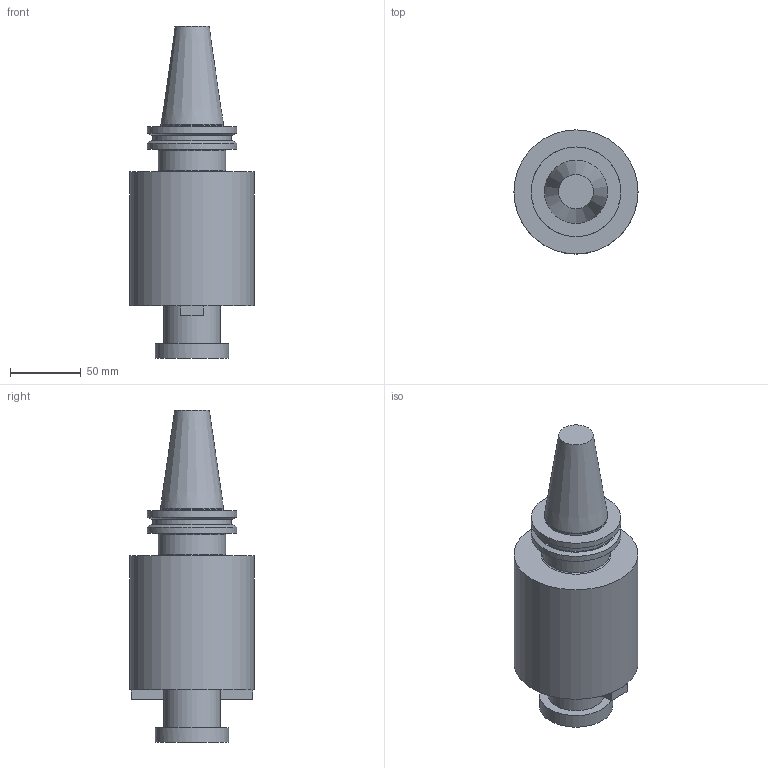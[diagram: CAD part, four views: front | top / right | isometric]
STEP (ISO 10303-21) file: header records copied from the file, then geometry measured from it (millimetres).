
FILE_DESCRIPTION(/* description */ (''),/* implementation_level */ '2;1');
FILE_NAME(/* name */ 'oznaceni_DOCUMENTNUMBERndi000_00_SIM.stp',/* time_stamp */ '2023-08-02T13:45:05+02:00',/* author */ (''),/* organization */ (''),/* preprocessor_version */ 'ST-DEVELOPER v16.7',/* originating_system */ 'SIEMENS PLM Software NX 12.0',/* authorisation */ '');
FILE_SCHEMA (('AUTOMOTIVE_DESIGN { 1 0 10303 214 3 1 1 1 }'));
Length unit declared in the file: millimetre
Products named in the file (1): 204858398ndi000_00
Bounding box: 88 x 88 x 235.4 mm (x, y, z)
Volume: 784333.2 mm3; surface area: 62164.4 mm2
Topology: 1 solids, 1 shells, 33 faces, 79 edges, 57 vertices
Faces by surface type: plane 19, cylinder 8, cone 4, torus 2
Full cylindrical faces by diameter (mm): 40 x1, 44.4 x1, 48 x1, 52 x1, 56 x1, 63.55 x2, 88 x1
Entity records: 865 total; most frequent: DIRECTION 150, CARTESIAN_POINT 137, ORIENTED_EDGE 108, AXIS2_PLACEMENT_3D 59, EDGE_LOOP 56, EDGE_CURVE 54, VERTEX_POINT 46, FACE_BOUND 44
